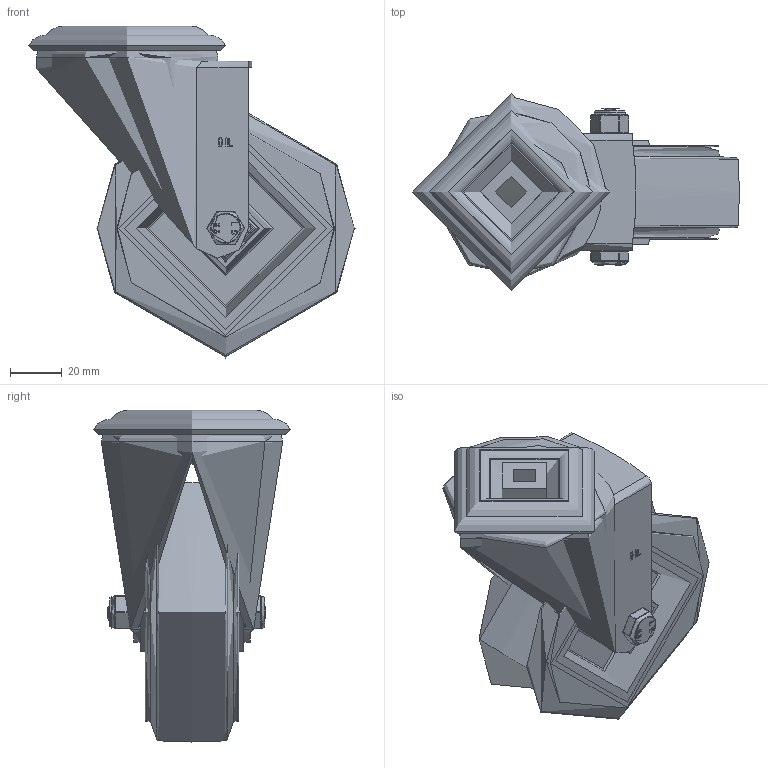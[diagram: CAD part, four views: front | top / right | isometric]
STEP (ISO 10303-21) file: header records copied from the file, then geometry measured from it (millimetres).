
FILE_DESCRIPTION(/* description */ (''),/* implementation_level */ '2;1');
FILE_NAME(/* name */ 'BZMM100RNBBH12.step',/* time_stamp */ '2024-10-03T09:39:53+01:00',/* author */ (''),/* organization */ (''),/* preprocessor_version */ 'ST-DEVELOPER v20',/* originating_system */ 'Autodesk Translation Framework v13.20.0.188',/* authorisation */ '');
FILE_SCHEMA (('AUTOMOTIVE_DESIGN { 1 0 10303 214 3 1 1 }'));
Length unit declared in the file: millimetre
Products named in the file (19): BZMM100RNBBH12; BZMM100ASBH12 v1; ZINC PLATED PRESSED STEEL HEAD; ZINC PLATED, PRESSED STEEL FORKS; BZMM100WRNRB v1; 75 SHORE A ELASTIC RUBBER TYRE; NYLON RIM; ROLLER BEARING; CAGE; ribs; Component2; TUBEM12X40 v1; ZINC PLATED STEEL TUBE; HEXBOLTM8X55Z8.8 v2; GRADE 8.8 ZINC PLATED BOLT; NYLOCM8Z v1; NYLOC NUT; NUT; RUBBER
Assembly tree (25 placements, depth 5):
  BZMM100RNBBH12
    BZMM100ASBH12 v1
      ZINC PLATED PRESSED STEEL HEAD
      ZINC PLATED, PRESSED STEEL FORKS
    BZMM100WRNRB v1
      75 SHORE A ELASTIC RUBBER TYRE
      NYLON RIM
      ROLLER BEARING
        CAGE
        ribs
          Component2  x8
    TUBEM12X40 v1
      ZINC PLATED STEEL TUBE
    HEXBOLTM8X55Z8.8 v2
      GRADE 8.8 ZINC PLATED BOLT
    NYLOCM8Z v1
      NYLOC NUT
        NUT
        RUBBER
Bounding box: 126 x 76 x 128 mm (x, y, z)
Volume: 258335.2 mm3; surface area: 108534.8 mm2
Topology: 17 solids, 17 shells, 440 faces, 1049 edges, 651 vertices
Faces by surface type: plane 177, cylinder 153, bspline 39, torus 32, sphere 24, cone 15
Full cylindrical faces by diameter (mm): 0.664 x2, 3.75 x8, 6.446 x7, 7.866 x13, 8 x3, 8.2 x2, 8.4 x1, 8.6 x2, 11.5 x1, 11.9 x1, 12.1 x1, 12.2 x1, 12.5 x1, 19.5 x1, 20 x1, 21.313 x1, 24 x3, 26 x1, 38 x1, 49.5 x1, 65 x1, 70 x1, 72 x1, 78 x2, 84 x2
Entity records: 18692 total; most frequent: CARTESIAN_POINT 8409, DIRECTION 2054, ORIENTED_EDGE 2044, EDGE_CURVE 1022, AXIS2_PLACEMENT_3D 789, VERTEX_POINT 637, LINE 476, VECTOR 476
